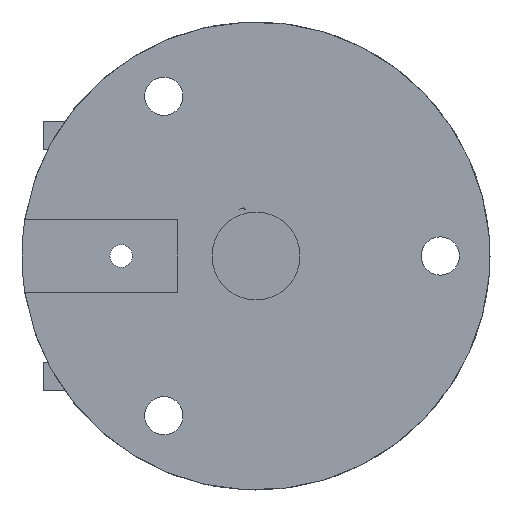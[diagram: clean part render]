
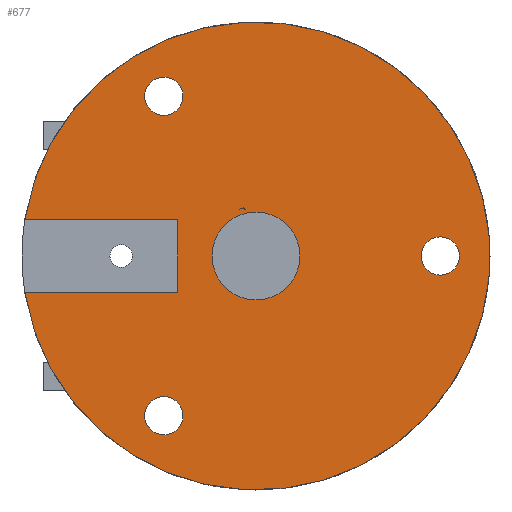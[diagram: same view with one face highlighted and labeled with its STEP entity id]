
A CAD part, front view. The second image highlights one B-rep face of the part: STEP entity #677.
In plain terms, the highlighted planar face has unit normal (0, -1, 0).
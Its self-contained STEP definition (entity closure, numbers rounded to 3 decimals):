
#26=FACE_BOUND('',#128,.T.);
#27=FACE_BOUND('',#129,.T.);
#28=FACE_BOUND('',#130,.T.);
#29=FACE_BOUND('',#131,.T.);
#30=FACE_BOUND('',#132,.T.);
#49=PLANE('',#743);
#81=FACE_OUTER_BOUND('',#127,.T.);
#127=EDGE_LOOP('',(#601,#602,#603,#604));
#128=EDGE_LOOP('',(#605));
#129=EDGE_LOOP('',(#606));
#130=EDGE_LOOP('',(#607));
#131=EDGE_LOOP('',(#608));
#132=EDGE_LOOP('',(#609,#610,#611));
#190=LINE('',#1119,#251);
#194=LINE('',#1126,#255);
#195=LINE('',#1129,#256);
#251=VECTOR('',#922,10.);
#255=VECTOR('',#928,10.);
#256=VECTOR('',#933,10.);
#275=CIRCLE('',#715,1.35);
#277=CIRCLE('',#718,1.35);
#279=CIRCLE('',#721,1.35);
#284=CIRCLE('',#735,1.);
#285=CIRCLE('',#737,3.1);
#288=CIRCLE('',#744,16.5);
#289=CIRCLE('',#745,3.5);
#290=CIRCLE('',#746,0.5);
#331=VERTEX_POINT('',#1057);
#333=VERTEX_POINT('',#1063);
#335=VERTEX_POINT('',#1069);
#340=VERTEX_POINT('',#1095);
#341=VERTEX_POINT('',#1097);
#342=VERTEX_POINT('',#1101);
#348=VERTEX_POINT('',#1116);
#349=VERTEX_POINT('',#1118);
#350=VERTEX_POINT('',#1122);
#351=VERTEX_POINT('',#1124);
#352=VERTEX_POINT('',#1130);
#407=EDGE_CURVE('',#331,#331,#275,.T.);
#410=EDGE_CURVE('',#333,#333,#277,.T.);
#413=EDGE_CURVE('',#335,#335,#279,.T.);
#425=EDGE_CURVE('',#341,#340,#284,.T.);
#428=EDGE_CURVE('',#342,#342,#285,.T.);
#435=EDGE_CURVE('',#348,#349,#190,.T.);
#439=EDGE_CURVE('',#351,#350,#194,.T.);
#440=EDGE_CURVE('',#350,#348,#288,.T.);
#441=EDGE_CURVE('',#349,#351,#195,.T.);
#442=EDGE_CURVE('',#352,#341,#289,.T.);
#443=EDGE_CURVE('',#340,#352,#290,.T.);
#601=ORIENTED_EDGE('',*,*,#440,.F.);
#602=ORIENTED_EDGE('',*,*,#439,.F.);
#603=ORIENTED_EDGE('',*,*,#441,.F.);
#604=ORIENTED_EDGE('',*,*,#435,.F.);
#605=ORIENTED_EDGE('',*,*,#407,.T.);
#606=ORIENTED_EDGE('',*,*,#410,.T.);
#607=ORIENTED_EDGE('',*,*,#413,.T.);
#608=ORIENTED_EDGE('',*,*,#428,.T.);
#609=ORIENTED_EDGE('',*,*,#442,.T.);
#610=ORIENTED_EDGE('',*,*,#425,.T.);
#611=ORIENTED_EDGE('',*,*,#443,.T.);
#677=ADVANCED_FACE('',(#81,#26,#27,#28,#29,#30),#49,.T.);
#715=AXIS2_PLACEMENT_3D('',#1059,#853,#854);
#718=AXIS2_PLACEMENT_3D('',#1065,#860,#861);
#721=AXIS2_PLACEMENT_3D('',#1071,#867,#868);
#735=AXIS2_PLACEMENT_3D('',#1098,#902,#903);
#737=AXIS2_PLACEMENT_3D('',#1103,#908,#909);
#743=AXIS2_PLACEMENT_3D('',#1127,#929,#930);
#744=AXIS2_PLACEMENT_3D('',#1128,#931,#932);
#745=AXIS2_PLACEMENT_3D('',#1131,#934,#935);
#746=AXIS2_PLACEMENT_3D('',#1132,#936,#937);
#853=DIRECTION('center_axis',(0.,1.,0.));
#854=DIRECTION('ref_axis',(-1.,0.,0.));
#860=DIRECTION('center_axis',(0.,1.,0.));
#861=DIRECTION('ref_axis',(-1.,0.,0.));
#867=DIRECTION('center_axis',(0.,1.,0.));
#868=DIRECTION('ref_axis',(-1.,0.,0.));
#902=DIRECTION('center_axis',(0.,1.,0.));
#903=DIRECTION('ref_axis',(-0.5,0.,0.866));
#908=DIRECTION('center_axis',(0.,1.,0.));
#909=DIRECTION('ref_axis',(-1.,0.,0.));
#922=DIRECTION('',(1.,0.,0.));
#928=DIRECTION('',(-1.,0.,0.));
#929=DIRECTION('center_axis',(0.,-1.,0.));
#930=DIRECTION('ref_axis',(1.,0.,0.));
#931=DIRECTION('center_axis',(0.,1.,0.));
#932=DIRECTION('ref_axis',(1.,0.,0.));
#933=DIRECTION('',(0.,0.,1.));
#934=DIRECTION('center_axis',(0.,1.,0.));
#935=DIRECTION('ref_axis',(-1.,0.,0.));
#936=DIRECTION('center_axis',(0.,-1.,0.));
#937=DIRECTION('ref_axis',(-0.333,0.,0.943));
#1057=CARTESIAN_POINT('',(56.35,0.424,3.094));
#1059=CARTESIAN_POINT('Origin',(55.,0.424,3.094));
#1063=CARTESIAN_POINT('',(36.85,0.424,14.352));
#1065=CARTESIAN_POINT('Origin',(35.5,0.424,14.352));
#1069=CARTESIAN_POINT('',(36.85,0.424,-8.164));
#1071=CARTESIAN_POINT('Origin',(35.5,0.424,-8.164));
#1095=CARTESIAN_POINT('',(41.247,0.424,6.357));
#1097=CARTESIAN_POINT('',(41.115,0.424,6.48));
#1098=CARTESIAN_POINT('Origin',(40.5,0.424,5.692));
#1101=CARTESIAN_POINT('',(45.1,0.424,3.094));
#1103=CARTESIAN_POINT('Origin',(42.,0.424,3.094));
#1116=CARTESIAN_POINT('',(25.698,0.424,0.544));
#1118=CARTESIAN_POINT('',(36.494,0.424,0.544));
#1119=CARTESIAN_POINT('',(33.247,0.424,0.544));
#1122=CARTESIAN_POINT('',(25.698,0.424,5.644));
#1124=CARTESIAN_POINT('',(36.494,0.424,5.644));
#1126=CARTESIAN_POINT('',(33.247,0.424,5.644));
#1127=CARTESIAN_POINT('Origin',(42.099,0.424,3.094));
#1128=CARTESIAN_POINT('Origin',(42.,0.424,3.094));
#1129=CARTESIAN_POINT('',(36.494,0.424,1.819));
#1130=CARTESIAN_POINT('',(40.833,0.424,6.394));
#1131=CARTESIAN_POINT('Origin',(42.,0.424,3.094));
#1132=CARTESIAN_POINT('Origin',(41.,0.424,5.922));
